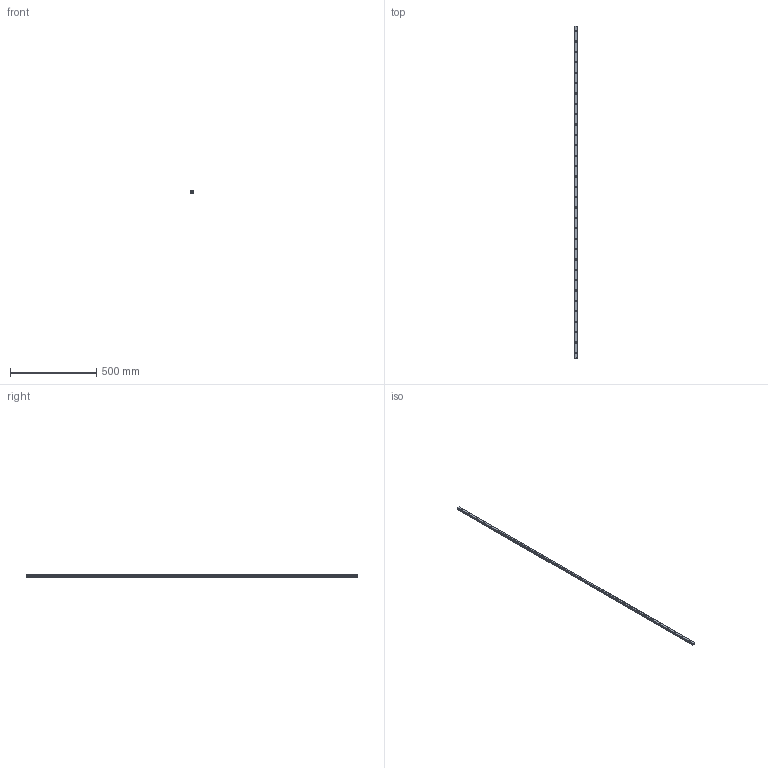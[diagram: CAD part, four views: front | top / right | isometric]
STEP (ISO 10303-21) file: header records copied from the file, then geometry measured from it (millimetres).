
FILE_DESCRIPTION(('STEP AP214'),'1');
FILE_NAME('cctmp_28397C24-6244-4AD0-88F3-4D72D5A6D54D_2021_02_03_11_33_55_0445..stp','2021-02-03T10:33:55',('HIWIN GmbH'),('CADClick - www.CADClick.com'),'Spatial InterOp 3D',' ','unknown authorization');
FILE_SCHEMA(('AUTOMOTIVE_DESIGN'));
Length unit declared in the file: millimetre
Products named in the file (1): EGR15U1920C_FILE
Bounding box: 15 x 1920 x 12.5 mm (x, y, z)
Volume: 305857.8 mm3; surface area: 117035.5 mm2
Topology: 1 solids, 1 shells, 423 faces, 1059 edges, 706 vertices
Faces by surface type: plane 213, cylinder 210
Entity records: 16309 total; most frequent: DIRECTION 2455, CARTESIAN_POINT 2189, ORIENTED_EDGE 2118, EDGE_CURVE 1059, AXIS2_PLACEMENT_3D 972, VERTEX_POINT 706, LINE 511, VECTOR 511
